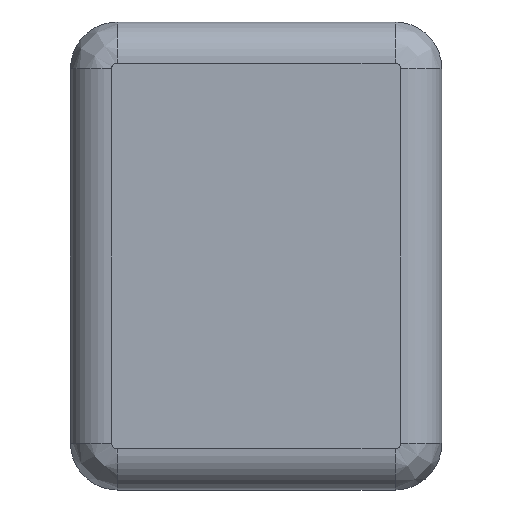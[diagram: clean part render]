
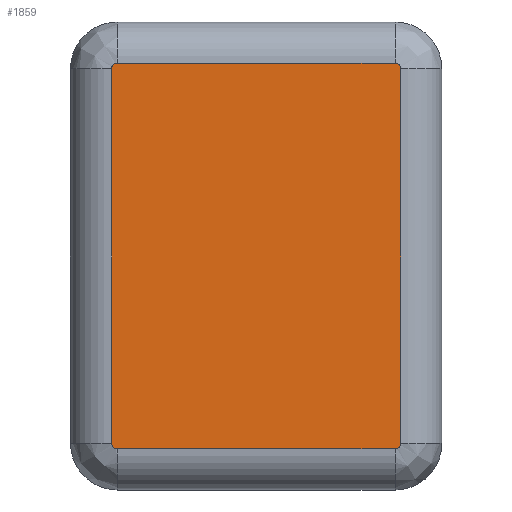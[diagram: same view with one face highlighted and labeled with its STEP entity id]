
A CAD part, left-side view. The second image highlights one B-rep face of the part: STEP entity #1859.
In plain terms, the highlighted planar face has unit normal (-1, 0, 0).
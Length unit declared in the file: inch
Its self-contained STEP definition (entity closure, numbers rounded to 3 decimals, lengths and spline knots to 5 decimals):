
#18 = DIRECTION ( 'NONE',  ( 0., 0., 1. ) ) ;
#47 = CARTESIAN_POINT ( 'NONE',  ( -0.11063, 0.0126, -0.05194 ) ) ;
#65 = CARTESIAN_POINT ( 'NONE',  ( -0.11063, 0.1, 0.063 ) ) ;
#150 = EDGE_CURVE ( 'NONE', #7066, #1967, #4549, .T. ) ;
#176 = CARTESIAN_POINT ( 'NONE',  ( -0.11063, 0.01106, -0.0504 ) ) ;
#273 = CARTESIAN_POINT ( 'NONE',  ( -0.11063, 0.0883, 0.05194 ) ) ;
#286 = VECTOR ( 'NONE', #18, 39.37008 ) ;
#408 = CARTESIAN_POINT ( 'NONE',  ( -0.11063, 0.1, 0.05194 ) ) ;
#510 =( BOUNDED_CURVE ( )  B_SPLINE_CURVE ( 3, ( #4026, #2882, #1242, #5127 ),
 .UNSPECIFIED., .F., .F. ) 
 B_SPLINE_CURVE_WITH_KNOTS ( ( 4, 4 ),
 ( 0., 1. ),
 .UNSPECIFIED. ) 
 CURVE ( )  GEOMETRIC_REPRESENTATION_ITEM ( )  RATIONAL_B_SPLINE_CURVE ( ( 1., 0.805, 0.805, 1. ) ) 
 REPRESENTATION_ITEM ( '' )  );
#538 = CARTESIAN_POINT ( 'NONE',  ( -0.11063, 0.08894, -0.0504 ) ) ;
#590 = VERTEX_POINT ( 'NONE', #6888 ) ;
#622 = DIRECTION ( 'NONE',  ( 0., 0., -1. ) ) ;
#1042 = CARTESIAN_POINT ( 'NONE',  ( -0.11063, 0.0126, -0.05194 ) ) ;
#1059 = EDGE_CURVE ( 'NONE', #1967, #590, #1514, .T. ) ;
#1156 = CARTESIAN_POINT ( 'NONE',  ( -0.11063, 0.08894, 0.063 ) ) ;
#1208 = CARTESIAN_POINT ( 'NONE',  ( -0.11063, 0.08894, 0.0504 ) ) ;
#1242 = CARTESIAN_POINT ( 'NONE',  ( -0.11063, 0.01106, 0.0513 ) ) ;
#1299 = AXIS2_PLACEMENT_3D ( 'NONE', #65, #3956, #622 ) ;
#1514 =( BOUNDED_CURVE ( )  B_SPLINE_CURVE ( 3, ( #1208, #3061, #273, #6394 ),
 .UNSPECIFIED., .F., .F. ) 
 B_SPLINE_CURVE_WITH_KNOTS ( ( 4, 4 ),
 ( 0., 1. ),
 .UNSPECIFIED. ) 
 CURVE ( )  GEOMETRIC_REPRESENTATION_ITEM ( )  RATIONAL_B_SPLINE_CURVE ( ( 1., 0.805, 0.805, 1. ) ) 
 REPRESENTATION_ITEM ( '' )  );
#1671 = VERTEX_POINT ( 'NONE', #3276 ) ;
#1832 = EDGE_CURVE ( 'NONE', #6278, #1671, #2913, .T. ) ;
#1859 = ADVANCED_FACE ( 'NONE', ( #2732 ), #5022, .F. ) ;
#1959 = ORIENTED_EDGE ( 'NONE', *, *, #150, .F. ) ;
#1967 = VERTEX_POINT ( 'NONE', #4645 ) ;
#2398 = CARTESIAN_POINT ( 'NONE',  ( -0.11063, 0.0883, -0.05194 ) ) ;
#2579 = EDGE_LOOP ( 'NONE', ( #5956, #1959, #6041, #4046, #5621, #2828, #3806, #3727 ) ) ;
#2651 = VERTEX_POINT ( 'NONE', #5129 ) ;
#2676 = EDGE_CURVE ( 'NONE', #1671, #7066, #6991, .T. ) ;
#2720 = VECTOR ( 'NONE', #5118, 39.37008 ) ;
#2732 = FACE_OUTER_BOUND ( 'NONE', #2579, .T. ) ;
#2819 = DIRECTION ( 'NONE',  ( 0., 1., 0. ) ) ;
#2828 = ORIENTED_EDGE ( 'NONE', *, *, #6337, .F. ) ;
#2882 = CARTESIAN_POINT ( 'NONE',  ( -0.11063, 0.0117, 0.05194 ) ) ;
#2913 = LINE ( 'NONE', #6121, #7131 ) ;
#2958 = CARTESIAN_POINT ( 'NONE',  ( -0.11063, 0.08894, -0.0513 ) ) ;
#2976 = LINE ( 'NONE', #408, #4455 ) ;
#3061 = CARTESIAN_POINT ( 'NONE',  ( -0.11063, 0.08894, 0.0513 ) ) ;
#3276 = CARTESIAN_POINT ( 'NONE',  ( -0.11063, 0.0874, -0.05194 ) ) ;
#3727 = ORIENTED_EDGE ( 'NONE', *, *, #6916, .F. ) ;
#3753 = DIRECTION ( 'NONE',  ( 0., -1., 0. ) ) ;
#3806 = ORIENTED_EDGE ( 'NONE', *, *, #7147, .F. ) ;
#3816 = CARTESIAN_POINT ( 'NONE',  ( -0.11063, 0.0117, -0.05194 ) ) ;
#3956 = DIRECTION ( 'NONE',  ( 1., 0., 0. ) ) ;
#4026 = CARTESIAN_POINT ( 'NONE',  ( -0.11063, 0.0126, 0.05194 ) ) ;
#4046 = ORIENTED_EDGE ( 'NONE', *, *, #1832, .F. ) ;
#4360 = EDGE_CURVE ( 'NONE', #5023, #6278, #6670, .T. ) ;
#4377 = CARTESIAN_POINT ( 'NONE',  ( -0.11063, 0.01106, -0.0504 ) ) ;
#4455 = VECTOR ( 'NONE', #3753, 39.37008 ) ;
#4549 = LINE ( 'NONE', #1156, #286 ) ;
#4566 = CARTESIAN_POINT ( 'NONE',  ( -0.11063, 0.01106, 0.063 ) ) ;
#4645 = CARTESIAN_POINT ( 'NONE',  ( -0.11063, 0.08894, 0.0504 ) ) ;
#5022 = PLANE ( 'NONE',  #1299 ) ;
#5023 = VERTEX_POINT ( 'NONE', #176 ) ;
#5118 = DIRECTION ( 'NONE',  ( 0., 0., -1. ) ) ;
#5127 = CARTESIAN_POINT ( 'NONE',  ( -0.11063, 0.01106, 0.0504 ) ) ;
#5129 = CARTESIAN_POINT ( 'NONE',  ( -0.11063, 0.0126, 0.05194 ) ) ;
#5621 = ORIENTED_EDGE ( 'NONE', *, *, #4360, .F. ) ;
#5896 = VERTEX_POINT ( 'NONE', #6324 ) ;
#5956 = ORIENTED_EDGE ( 'NONE', *, *, #1059, .F. ) ;
#6006 = CARTESIAN_POINT ( 'NONE',  ( -0.11063, 0.01106, -0.0513 ) ) ;
#6041 = ORIENTED_EDGE ( 'NONE', *, *, #2676, .F. ) ;
#6121 = CARTESIAN_POINT ( 'NONE',  ( -0.11063, 0.1, -0.05194 ) ) ;
#6253 = CARTESIAN_POINT ( 'NONE',  ( -0.11063, 0.0874, -0.05194 ) ) ;
#6278 = VERTEX_POINT ( 'NONE', #47 ) ;
#6324 = CARTESIAN_POINT ( 'NONE',  ( -0.11063, 0.01106, 0.0504 ) ) ;
#6337 = EDGE_CURVE ( 'NONE', #5896, #5023, #6939, .T. ) ;
#6394 = CARTESIAN_POINT ( 'NONE',  ( -0.11063, 0.0874, 0.05194 ) ) ;
#6670 =( BOUNDED_CURVE ( )  B_SPLINE_CURVE ( 3, ( #4377, #6006, #3816, #1042 ),
 .UNSPECIFIED., .F., .F. ) 
 B_SPLINE_CURVE_WITH_KNOTS ( ( 4, 4 ),
 ( 0., 1. ),
 .UNSPECIFIED. ) 
 CURVE ( )  GEOMETRIC_REPRESENTATION_ITEM ( )  RATIONAL_B_SPLINE_CURVE ( ( 1., 0.805, 0.805, 1. ) ) 
 REPRESENTATION_ITEM ( '' )  );
#6798 = CARTESIAN_POINT ( 'NONE',  ( -0.11063, 0.08894, -0.0504 ) ) ;
#6888 = CARTESIAN_POINT ( 'NONE',  ( -0.11063, 0.0874, 0.05194 ) ) ;
#6916 = EDGE_CURVE ( 'NONE', #590, #2651, #2976, .T. ) ;
#6939 = LINE ( 'NONE', #4566, #2720 ) ;
#6991 =( BOUNDED_CURVE ( )  B_SPLINE_CURVE ( 3, ( #6253, #2398, #2958, #6798 ),
 .UNSPECIFIED., .F., .F. ) 
 B_SPLINE_CURVE_WITH_KNOTS ( ( 4, 4 ),
 ( 0., 1. ),
 .UNSPECIFIED. ) 
 CURVE ( )  GEOMETRIC_REPRESENTATION_ITEM ( )  RATIONAL_B_SPLINE_CURVE ( ( 1., 0.805, 0.805, 1. ) ) 
 REPRESENTATION_ITEM ( '' )  );
#7066 = VERTEX_POINT ( 'NONE', #538 ) ;
#7131 = VECTOR ( 'NONE', #2819, 39.37008 ) ;
#7147 = EDGE_CURVE ( 'NONE', #2651, #5896, #510, .T. ) ;
